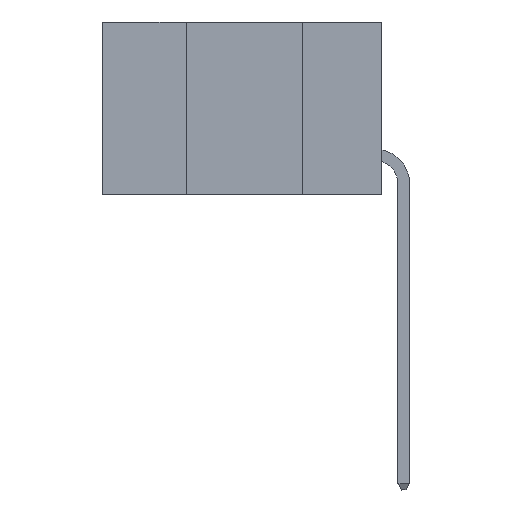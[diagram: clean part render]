
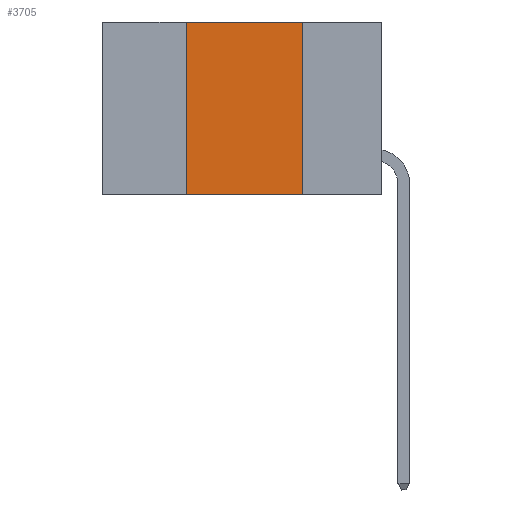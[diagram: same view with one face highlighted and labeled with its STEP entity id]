
A CAD part, left-side view. The second image highlights one B-rep face of the part: STEP entity #3705.
In plain terms, the highlighted planar face has unit normal (-1, 0, 0).
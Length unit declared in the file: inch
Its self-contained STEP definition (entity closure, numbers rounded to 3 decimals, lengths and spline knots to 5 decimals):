
#1238 = VERTEX_POINT ( 'NONE', #12460 ) ;
#1494 = EDGE_CURVE ( 'NONE', #1238, #16332, #4266, .T. ) ;
#1658 = VECTOR ( 'NONE', #7903, 39.37008 ) ;
#1815 = LINE ( 'NONE', #16250, #30744 ) ;
#2661 = ORIENTED_EDGE ( 'NONE', *, *, #8309, .T. ) ;
#2985 = DIRECTION ( 'NONE',  ( 0., 0., -1. ) ) ;
#3539 = CARTESIAN_POINT ( 'NONE',  ( 0., 0.42, 0. ) ) ;
#3705 = ADVANCED_FACE ( 'NONE', ( #5306 ), #5784, .F. ) ;
#4266 = LINE ( 'NONE', #27122, #1658 ) ;
#5306 = FACE_OUTER_BOUND ( 'NONE', #5507, .T. ) ;
#5507 = EDGE_LOOP ( 'NONE', ( #23734, #20915, #16699, #2661 ) ) ;
#5784 = PLANE ( 'NONE',  #16658 ) ;
#5830 = VERTEX_POINT ( 'NONE', #23552 ) ;
#7422 = LINE ( 'NONE', #19000, #24762 ) ;
#7903 = DIRECTION ( 'NONE',  ( 0., 0., 1. ) ) ;
#8309 = EDGE_CURVE ( 'NONE', #1238, #27997, #7422, .T. ) ;
#8699 = EDGE_CURVE ( 'NONE', #16332, #5830, #1815, .T. ) ;
#10080 = CARTESIAN_POINT ( 'NONE',  ( 0., 0.17, -0.37 ) ) ;
#10781 = LINE ( 'NONE', #28628, #21309 ) ;
#11551 = DIRECTION ( 'NONE',  ( 0., 0., -1. ) ) ;
#12460 = CARTESIAN_POINT ( 'NONE',  ( 0., 0.42, -0.37 ) ) ;
#13550 = DIRECTION ( 'NONE',  ( 0., -1., 0. ) ) ;
#15311 = EDGE_CURVE ( 'NONE', #5830, #27997, #10781, .T. ) ;
#16250 = CARTESIAN_POINT ( 'NONE',  ( 0., 0.6, 0. ) ) ;
#16332 = VERTEX_POINT ( 'NONE', #3539 ) ;
#16658 = AXIS2_PLACEMENT_3D ( 'NONE', #22434, #17442, #2985 ) ;
#16699 = ORIENTED_EDGE ( 'NONE', *, *, #1494, .F. ) ;
#17442 = DIRECTION ( 'NONE',  ( 1., 0., 0. ) ) ;
#19000 = CARTESIAN_POINT ( 'NONE',  ( 0., 0.6, -0.37 ) ) ;
#20915 = ORIENTED_EDGE ( 'NONE', *, *, #8699, .F. ) ;
#21309 = VECTOR ( 'NONE', #11551, 39.37008 ) ;
#22434 = CARTESIAN_POINT ( 'NONE',  ( 0., 0.6, 0. ) ) ;
#22932 = DIRECTION ( 'NONE',  ( 0., -1., 0. ) ) ;
#23552 = CARTESIAN_POINT ( 'NONE',  ( 0., 0.17, 0. ) ) ;
#23734 = ORIENTED_EDGE ( 'NONE', *, *, #15311, .F. ) ;
#24762 = VECTOR ( 'NONE', #13550, 39.37008 ) ;
#27122 = CARTESIAN_POINT ( 'NONE',  ( 0., 0.42, 0. ) ) ;
#27997 = VERTEX_POINT ( 'NONE', #10080 ) ;
#28628 = CARTESIAN_POINT ( 'NONE',  ( 0., 0.17, 0. ) ) ;
#30744 = VECTOR ( 'NONE', #22932, 39.37008 ) ;
